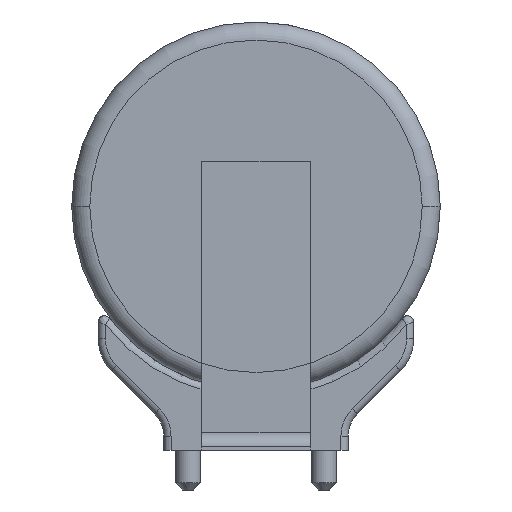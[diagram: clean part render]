
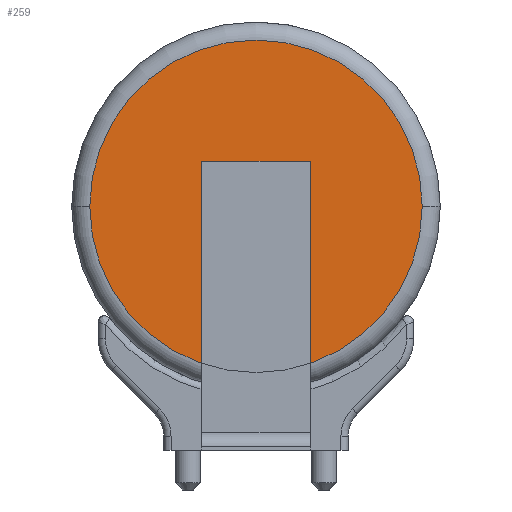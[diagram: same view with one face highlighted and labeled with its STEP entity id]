
A CAD part, front view. The second image highlights one B-rep face of the part: STEP entity #259.
In plain terms, the highlighted face is planar.
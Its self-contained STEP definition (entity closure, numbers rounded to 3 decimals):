
#236=CARTESIAN_POINT('Axis2P3D Location',(0.,0.,0.)) ;
#241=CARTESIAN_POINT('Axis2P3D Location',(0.,0.,0.)) ;
#245=CARTESIAN_POINT('Vertex',(0.,9.2,0.)) ;
#247=CARTESIAN_POINT('Vertex',(0.,-9.2,0.)) ;
#250=CARTESIAN_POINT('Axis2P3D Location',(0.,0.,0.)) ;
#237=DIRECTION('Axis2P3D Direction',(1.,0.,0.)) ;
#238=DIRECTION('Axis2P3D XDirection',(0.,1.,0.)) ;
#242=DIRECTION('Axis2P3D Direction',(1.,0.,0.)) ;
#251=DIRECTION('Axis2P3D Direction',(1.,0.,0.)) ;
#239=AXIS2_PLACEMENT_3D('Plane Axis2P3D',#236,#237,#238) ;
#243=AXIS2_PLACEMENT_3D('Circle Axis2P3D',#241,#242,$) ;
#252=AXIS2_PLACEMENT_3D('Circle Axis2P3D',#250,#251,$) ;
#244=CIRCLE('generated circle',#243,9.2) ;
#253=CIRCLE('generated circle',#252,9.2) ;
#240=PLANE('',#239) ;
#249=EDGE_CURVE('',#246,#248,#244,.T.) ;
#254=EDGE_CURVE('',#248,#246,#253,.T.) ;
#255=EDGE_LOOP('',(#256,#257)) ;
#256=ORIENTED_EDGE('',*,*,#249,.F.) ;
#257=ORIENTED_EDGE('',*,*,#254,.F.) ;
#246=VERTEX_POINT('',#245) ;
#248=VERTEX_POINT('',#247) ;
#259=ADVANCED_FACE('PartBody',(#258),#240,.F.) ;
#258=FACE_OUTER_BOUND('',#255,.T.) ;
